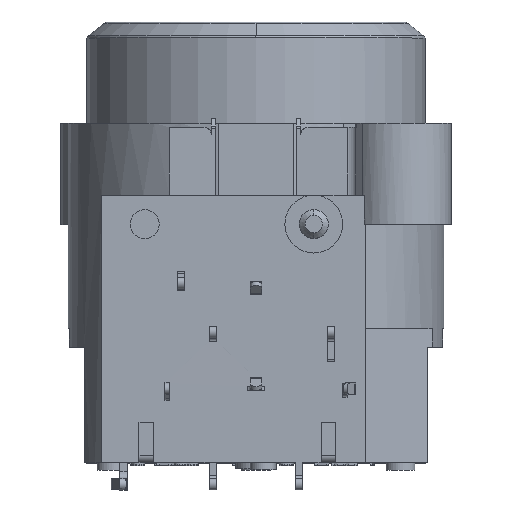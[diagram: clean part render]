
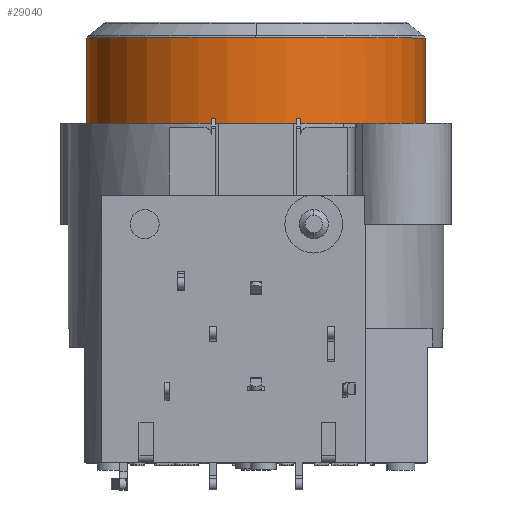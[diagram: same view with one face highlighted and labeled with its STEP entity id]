
A CAD part, top view. The second image highlights one B-rep face of the part: STEP entity #29040.
In plain terms, the highlighted cylindrical face has radius 11.7 mm (diameter 23.4 mm), a partial arc.
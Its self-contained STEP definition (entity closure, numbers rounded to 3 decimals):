
#7345=CARTESIAN_POINT('',(0.,-7.,0.));
#7346=DIRECTION('',(0.,1.,0.));
#7347=DIRECTION('',(-1.,0.,0.));
#7348=AXIS2_PLACEMENT_3D('',#7345,#7346,#7347);
#7735=DIRECTION('',(0.,1.,0.));
#7736=VECTOR('',#7735,5.903);
#7737=CARTESIAN_POINT('',(11.7,-7.,0.));
#7738=LINE('',#7737,#7736);
#7739=DIRECTION('',(0.,1.,0.));
#7740=VECTOR('',#7739,5.903);
#7741=CARTESIAN_POINT('',(-11.7,-7.,0.));
#7742=LINE('',#7741,#7740);
#7748=CARTESIAN_POINT('',(0.,-1.097,0.));
#7749=DIRECTION('',(0.,-1.,0.));
#7750=DIRECTION('',(0.,0.,1.));
#7751=AXIS2_PLACEMENT_3D('',#7748,#7749,#7750);
#13976=CARTESIAN_POINT('',(0.,-1.097,0.));
#13977=DIRECTION('',(0.,-1.,0.));
#13978=DIRECTION('',(1.,0.,0.));
#13979=AXIS2_PLACEMENT_3D('',#13976,#13977,#13978);
#13981=CARTESIAN_POINT('',(0.,-1.097,0.));
#13982=DIRECTION('',(0.,-1.,0.));
#13983=DIRECTION('',(1.,0.,0.003));
#13984=AXIS2_PLACEMENT_3D('',#13981,#13982,#13983);
#15652=CARTESIAN_POINT('',(11.7,-7.,0.));
#15653=CARTESIAN_POINT('',(-11.7,-7.,0.));
#15654=VERTEX_POINT('',#15652);
#15655=VERTEX_POINT('',#15653);
#15732=CARTESIAN_POINT('',(11.7,-1.097,0.));
#15733=VERTEX_POINT('',#15732);
#15736=CARTESIAN_POINT('',(-11.7,-1.097,0.));
#15737=VERTEX_POINT('',#15736);
#15738=CARTESIAN_POINT('',(0.,-1.097,11.7));
#15739=VERTEX_POINT('',#15738);
#15740=CARTESIAN_POINT('',(11.7,-1.097,
0.035));
#15741=VERTEX_POINT('',#15740);
#29024=CARTESIAN_POINT('',(0.,0.,0.));
#29025=DIRECTION('',(0.,-1.,0.));
#29026=DIRECTION('',(1.,0.,0.));
#29027=AXIS2_PLACEMENT_3D('',#29024,#29025,#29026);
#29028=CYLINDRICAL_SURFACE('',#29027,11.7);
#29029=ORIENTED_EDGE('',*,*,#28392,.F.);
#29030=ORIENTED_EDGE('',*,*,#29019,.T.);
#29032=ORIENTED_EDGE('',*,*,#29031,.F.);
#29034=ORIENTED_EDGE('',*,*,#29033,.F.);
#29036=ORIENTED_EDGE('',*,*,#29035,.F.);
#29037=ORIENTED_EDGE('',*,*,#29013,.F.);
#29038=EDGE_LOOP('',(#29029,#29030,#29032,#29034,#29036,#29037));
#29039=FACE_OUTER_BOUND('',#29038,.F.);
#7349=CIRCLE('',#7348,11.7);
#7752=CIRCLE('',#7751,11.7);
#13980=CIRCLE('',#13979,11.7);
#13985=CIRCLE('',#13984,11.7);
#28392=EDGE_CURVE('',#15655,#15654,#7349,.T.);
#29013=EDGE_CURVE('',#15654,#15733,#7738,.T.);
#29019=EDGE_CURVE('',#15655,#15737,#7742,.T.);
#29031=EDGE_CURVE('',#15739,#15737,#7752,.T.);
#29033=EDGE_CURVE('',#15741,#15739,#13985,.T.);
#29035=EDGE_CURVE('',#15733,#15741,#13980,.T.);
#29040=ADVANCED_FACE('',(#29039),#29028,.T.);
